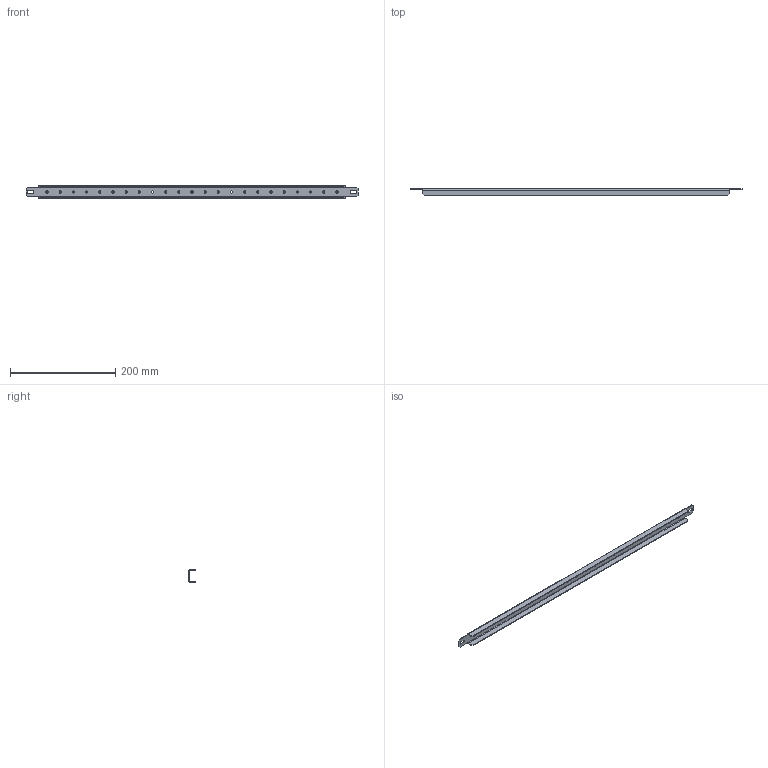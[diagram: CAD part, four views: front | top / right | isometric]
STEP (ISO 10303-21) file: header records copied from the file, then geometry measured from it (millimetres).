
FILE_DESCRIPTION (( 'STEP AP203' ), '1' );
FILE_NAME ('MA1.300.080820.40.01 Ðåéêà äëÿ ìîíòàæíîé ðàìû äâåðè ïåðôîðèðîâàííàÿ Ø = 800 ìì.STEP', '2025-02-26T09:35:22', ( '' ), ( '' ), 'SwSTEP 2.0', 'SolidWorks 2021', '' );
FILE_SCHEMA (( 'CONFIG_CONTROL_DESIGN' ));
Length unit declared in the file: millimetre
Products named in the file (1): MA1.300.080820.40.01 Ðåéêà äëÿ ìîíòàæíîé ðàìû äâåðè ïåðôîðèðîâàííàÿ Ø = 800 ìì
Bounding box: 630 x 12.5 x 23 mm (x, y, z)
Volume: 38562.8 mm3; surface area: 53958.2 mm2
Topology: 1 solids, 1 shells, 65 faces, 173 edges, 110 vertices
Faces by surface type: plane 34, cylinder 31
Full cylindrical faces by diameter (mm): 4.2 x23
Entity records: 2083 total; most frequent: DIRECTION 344, CARTESIAN_POINT 326, ORIENTED_EDGE 300, EDGE_CURVE 150, EDGE_LOOP 138, AXIS2_PLACEMENT_3D 128, VERTEX_POINT 110, LINE 88
